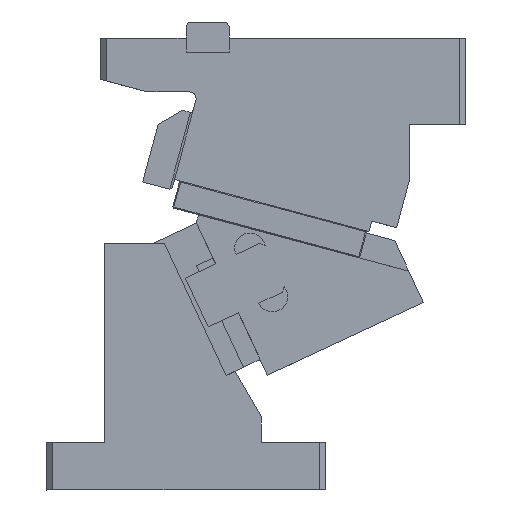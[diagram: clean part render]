
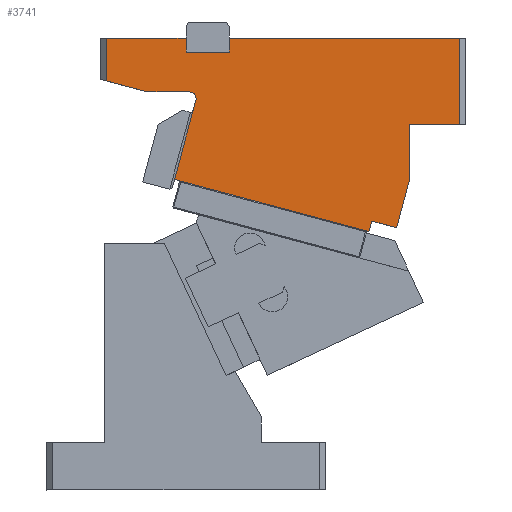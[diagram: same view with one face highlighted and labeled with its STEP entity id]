
A CAD part, front view. The second image highlights one B-rep face of the part: STEP entity #3741.
In plain terms, the highlighted planar face has unit normal (0, -1, 0).
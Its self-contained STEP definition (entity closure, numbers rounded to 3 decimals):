
#2997=CARTESIAN_POINT('Vertex',(85.,0.,210.)) ;
#3000=CARTESIAN_POINT('Line Origine',(138.5,0.,210.)) ;
#3004=CARTESIAN_POINT('Vertex',(192.,0.,210.)) ;
#3540=CARTESIAN_POINT('Vertex',(85.,0.,203.5)) ;
#3545=CARTESIAN_POINT('Line Origine',(85.,0.,206.75)) ;
#3562=CARTESIAN_POINT('Axis2P3D Location',(68.604,0.,177.691)) ;
#3567=CARTESIAN_POINT('Line Origine',(75.,0.,203.5)) ;
#3571=CARTESIAN_POINT('Vertex',(65.,0.,203.5)) ;
#3574=CARTESIAN_POINT('Line Origine',(65.,0.,206.75)) ;
#3578=CARTESIAN_POINT('Vertex',(65.,0.,210.)) ;
#3581=CARTESIAN_POINT('Line Origine',(46.5,0.,210.)) ;
#3585=CARTESIAN_POINT('Vertex',(28.,0.,210.)) ;
#3588=CARTESIAN_POINT('Line Origine',(28.,0.,200.062)) ;
#3592=CARTESIAN_POINT('Vertex',(28.,0.,190.123)) ;
#3595=CARTESIAN_POINT('Line Origine',(37.56,0.,187.562)) ;
#3599=CARTESIAN_POINT('Vertex',(47.121,0.,185.)) ;
#3602=CARTESIAN_POINT('Line Origine',(50.044,0.,185.)) ;
#3606=CARTESIAN_POINT('Vertex',(52.967,0.,185.)) ;
#3609=CARTESIAN_POINT('Line Origine',(59.81,0.,185.)) ;
#3613=CARTESIAN_POINT('Vertex',(66.653,0.,185.)) ;
#3617=CARTESIAN_POINT('Control Point',(69.551,0.,181.224)) ;
#3618=CARTESIAN_POINT('Control Point',(69.639,0.,181.551)) ;
#3619=CARTESIAN_POINT('Control Point',(69.68,0.,181.892)) ;
#3620=CARTESIAN_POINT('Control Point',(69.673,0.,182.236)) ;
#3621=CARTESIAN_POINT('Control Point',(69.562,0.,182.912)) ;
#3622=CARTESIAN_POINT('Control Point',(69.267,0.,183.531)) ;
#3623=CARTESIAN_POINT('Control Point',(69.076,0.,183.818)) ;
#3624=CARTESIAN_POINT('Control Point',(68.62,0.,184.329)) ;
#3625=CARTESIAN_POINT('Control Point',(68.039,0.,184.693)) ;
#3626=CARTESIAN_POINT('Control Point',(67.725,0.,184.833)) ;
#3627=CARTESIAN_POINT('Control Point',(67.316,0.,184.949)) ;
#3628=CARTESIAN_POINT('Control Point',(66.897,0.,184.992)) ;
#3629=CARTESIAN_POINT('Control Point',(66.816,0.,184.997)) ;
#3630=CARTESIAN_POINT('Control Point',(66.735,0.,185.)) ;
#3631=CARTESIAN_POINT('Control Point',(66.653,0.,185.)) ;
#3632=CARTESIAN_POINT('Vertex',(69.551,0.,181.224)) ;
#3635=CARTESIAN_POINT('Line Origine',(69.272,0.,180.181)) ;
#3639=CARTESIAN_POINT('Vertex',(68.993,0.,179.139)) ;
#3642=CARTESIAN_POINT('Line Origine',(68.799,0.,178.415)) ;
#3646=CARTESIAN_POINT('Vertex',(68.604,0.,177.691)) ;
#3649=CARTESIAN_POINT('Line Origine',(66.146,0.,168.514)) ;
#3653=CARTESIAN_POINT('Vertex',(63.687,0.,159.338)) ;
#3656=CARTESIAN_POINT('Line Origine',(61.681,0.,151.852)) ;
#3660=CARTESIAN_POINT('Vertex',(59.675,0.,144.366)) ;
#3663=CARTESIAN_POINT('Line Origine',(61.366,0.,143.913)) ;
#3667=CARTESIAN_POINT('Vertex',(63.056,0.,143.46)) ;
#3670=CARTESIAN_POINT('Line Origine',(106.523,0.,131.813)) ;
#3674=CARTESIAN_POINT('Vertex',(149.989,0.,120.167)) ;
#3677=CARTESIAN_POINT('Line Origine',(150.636,0.,122.581)) ;
#3681=CARTESIAN_POINT('Vertex',(151.283,0.,124.996)) ;
#3684=CARTESIAN_POINT('Line Origine',(157.079,0.,123.443)) ;
#3688=CARTESIAN_POINT('Vertex',(162.874,0.,121.89)) ;
#3691=CARTESIAN_POINT('Line Origine',(165.937,0.,133.321)) ;
#3695=CARTESIAN_POINT('Vertex',(169.,0.,144.751)) ;
#3698=CARTESIAN_POINT('Line Origine',(169.,0.,157.376)) ;
#3702=CARTESIAN_POINT('Vertex',(169.,0.,170.)) ;
#3705=CARTESIAN_POINT('Line Origine',(180.5,0.,170.)) ;
#3709=CARTESIAN_POINT('Vertex',(192.,0.,170.)) ;
#3712=CARTESIAN_POINT('Line Origine',(192.,0.,190.)) ;
#3001=DIRECTION('Vector Direction',(1.,0.,0.)) ;
#3546=DIRECTION('Vector Direction',(0.,0.,1.)) ;
#3563=DIRECTION('Axis2P3D Direction',(0.,-1.,0.)) ;
#3564=DIRECTION('Axis2P3D XDirection',(-0.259,0.,-0.966)) ;
#3568=DIRECTION('Vector Direction',(1.,0.,0.)) ;
#3575=DIRECTION('Vector Direction',(0.,0.,-1.)) ;
#3582=DIRECTION('Vector Direction',(1.,0.,0.)) ;
#3589=DIRECTION('Vector Direction',(0.,0.,1.)) ;
#3596=DIRECTION('Vector Direction',(0.966,0.,-0.259)) ;
#3603=DIRECTION('Vector Direction',(-1.,0.,0.)) ;
#3610=DIRECTION('Vector Direction',(-1.,0.,0.)) ;
#3636=DIRECTION('Vector Direction',(-0.259,0.,-0.966)) ;
#3643=DIRECTION('Vector Direction',(-0.259,0.,-0.966)) ;
#3650=DIRECTION('Vector Direction',(-0.259,0.,-0.966)) ;
#3657=DIRECTION('Vector Direction',(-0.259,0.,-0.966)) ;
#3664=DIRECTION('Vector Direction',(0.966,0.,-0.259)) ;
#3671=DIRECTION('Vector Direction',(-0.966,0.,0.259)) ;
#3678=DIRECTION('Vector Direction',(-0.259,0.,-0.966)) ;
#3685=DIRECTION('Vector Direction',(-0.966,0.,0.259)) ;
#3692=DIRECTION('Vector Direction',(-0.259,0.,-0.966)) ;
#3699=DIRECTION('Vector Direction',(0.,0.,-1.)) ;
#3706=DIRECTION('Vector Direction',(1.,0.,0.)) ;
#3713=DIRECTION('Vector Direction',(0.,0.,-1.)) ;
#3565=AXIS2_PLACEMENT_3D('Plane Axis2P3D',#3562,#3563,#3564) ;
#3718=ORIENTED_EDGE('',*,*,#3006,.F.) ;
#3719=ORIENTED_EDGE('',*,*,#3549,.F.) ;
#3720=ORIENTED_EDGE('',*,*,#3573,.F.) ;
#3721=ORIENTED_EDGE('',*,*,#3580,.F.) ;
#3722=ORIENTED_EDGE('',*,*,#3587,.F.) ;
#3723=ORIENTED_EDGE('',*,*,#3594,.F.) ;
#3724=ORIENTED_EDGE('',*,*,#3601,.T.) ;
#3725=ORIENTED_EDGE('',*,*,#3608,.F.) ;
#3726=ORIENTED_EDGE('',*,*,#3615,.F.) ;
#3727=ORIENTED_EDGE('',*,*,#3634,.T.) ;
#3728=ORIENTED_EDGE('',*,*,#3641,.F.) ;
#3729=ORIENTED_EDGE('',*,*,#3648,.F.) ;
#3730=ORIENTED_EDGE('',*,*,#3655,.F.) ;
#3731=ORIENTED_EDGE('',*,*,#3662,.F.) ;
#3732=ORIENTED_EDGE('',*,*,#3669,.T.) ;
#3733=ORIENTED_EDGE('',*,*,#3676,.F.) ;
#3734=ORIENTED_EDGE('',*,*,#3683,.F.) ;
#3735=ORIENTED_EDGE('',*,*,#3690,.F.) ;
#3736=ORIENTED_EDGE('',*,*,#3697,.F.) ;
#3737=ORIENTED_EDGE('',*,*,#3704,.F.) ;
#3738=ORIENTED_EDGE('',*,*,#3711,.T.) ;
#3739=ORIENTED_EDGE('',*,*,#3716,.T.) ;
#3002=VECTOR('Line Direction',#3001,1.) ;
#3547=VECTOR('Line Direction',#3546,1.) ;
#3569=VECTOR('Line Direction',#3568,1.) ;
#3576=VECTOR('Line Direction',#3575,1.) ;
#3583=VECTOR('Line Direction',#3582,1.) ;
#3590=VECTOR('Line Direction',#3589,1.) ;
#3597=VECTOR('Line Direction',#3596,1.) ;
#3604=VECTOR('Line Direction',#3603,1.) ;
#3611=VECTOR('Line Direction',#3610,1.) ;
#3637=VECTOR('Line Direction',#3636,1.) ;
#3644=VECTOR('Line Direction',#3643,1.) ;
#3651=VECTOR('Line Direction',#3650,1.) ;
#3658=VECTOR('Line Direction',#3657,1.) ;
#3665=VECTOR('Line Direction',#3664,1.) ;
#3672=VECTOR('Line Direction',#3671,1.) ;
#3679=VECTOR('Line Direction',#3678,1.) ;
#3686=VECTOR('Line Direction',#3685,1.) ;
#3693=VECTOR('Line Direction',#3692,1.) ;
#3700=VECTOR('Line Direction',#3699,1.) ;
#3707=VECTOR('Line Direction',#3706,1.) ;
#3714=VECTOR('Line Direction',#3713,1.) ;
#3741=ADVANCED_FACE('CAM HOLDER',(#3740),#3566,.T.) ;
#3616=B_SPLINE_CURVE_WITH_KNOTS('',5,(#3617,#3618,#3619,#3620,#3621,#3622,#3623,#3624,#3625,#3626,#3627,#3628,#3629,#3630,#3631),.UNSPECIFIED.,.F.,.U.,(6,3,3,3,6),(0.,2.4,4.8,7.2,7.775),.UNSPECIFIED.) ;
#3006=EDGE_CURVE('',#2998,#3005,#3003,.T.) ;
#3549=EDGE_CURVE('',#3541,#2998,#3548,.T.) ;
#3573=EDGE_CURVE('',#3572,#3541,#3570,.T.) ;
#3580=EDGE_CURVE('',#3579,#3572,#3577,.T.) ;
#3587=EDGE_CURVE('',#3586,#3579,#3584,.T.) ;
#3594=EDGE_CURVE('',#3593,#3586,#3591,.T.) ;
#3601=EDGE_CURVE('',#3593,#3600,#3598,.T.) ;
#3608=EDGE_CURVE('',#3607,#3600,#3605,.T.) ;
#3615=EDGE_CURVE('',#3614,#3607,#3612,.T.) ;
#3634=EDGE_CURVE('',#3614,#3633,#3616,.F.) ;
#3641=EDGE_CURVE('',#3640,#3633,#3638,.F.) ;
#3648=EDGE_CURVE('',#3647,#3640,#3645,.F.) ;
#3655=EDGE_CURVE('',#3654,#3647,#3652,.F.) ;
#3662=EDGE_CURVE('',#3661,#3654,#3659,.F.) ;
#3669=EDGE_CURVE('',#3661,#3668,#3666,.T.) ;
#3676=EDGE_CURVE('',#3675,#3668,#3673,.T.) ;
#3683=EDGE_CURVE('',#3682,#3675,#3680,.T.) ;
#3690=EDGE_CURVE('',#3689,#3682,#3687,.T.) ;
#3697=EDGE_CURVE('',#3696,#3689,#3694,.T.) ;
#3704=EDGE_CURVE('',#3703,#3696,#3701,.T.) ;
#3711=EDGE_CURVE('',#3703,#3710,#3708,.T.) ;
#3716=EDGE_CURVE('',#3710,#3005,#3715,.F.) ;
#3717=EDGE_LOOP('',(#3718,#3719,#3720,#3721,#3722,#3723,#3724,#3725,#3726,#3727,#3728,#3729,#3730,#3731,#3732,#3733,#3734,#3735,#3736,#3737,#3738,#3739)) ;
#3740=FACE_OUTER_BOUND('',#3717,.T.) ;
#3003=LINE('Line',#3000,#3002) ;
#3548=LINE('Line',#3545,#3547) ;
#3570=LINE('Line',#3567,#3569) ;
#3577=LINE('Line',#3574,#3576) ;
#3584=LINE('Line',#3581,#3583) ;
#3591=LINE('Line',#3588,#3590) ;
#3598=LINE('Line',#3595,#3597) ;
#3605=LINE('Line',#3602,#3604) ;
#3612=LINE('Line',#3609,#3611) ;
#3638=LINE('Line',#3635,#3637) ;
#3645=LINE('Line',#3642,#3644) ;
#3652=LINE('Line',#3649,#3651) ;
#3659=LINE('Line',#3656,#3658) ;
#3666=LINE('Line',#3663,#3665) ;
#3673=LINE('Line',#3670,#3672) ;
#3680=LINE('Line',#3677,#3679) ;
#3687=LINE('Line',#3684,#3686) ;
#3694=LINE('Line',#3691,#3693) ;
#3701=LINE('Line',#3698,#3700) ;
#3708=LINE('Line',#3705,#3707) ;
#3715=LINE('Line',#3712,#3714) ;
#3566=PLANE('Plane',#3565) ;
#2998=VERTEX_POINT('',#2997) ;
#3005=VERTEX_POINT('',#3004) ;
#3541=VERTEX_POINT('',#3540) ;
#3572=VERTEX_POINT('',#3571) ;
#3579=VERTEX_POINT('',#3578) ;
#3586=VERTEX_POINT('',#3585) ;
#3593=VERTEX_POINT('',#3592) ;
#3600=VERTEX_POINT('',#3599) ;
#3607=VERTEX_POINT('',#3606) ;
#3614=VERTEX_POINT('',#3613) ;
#3633=VERTEX_POINT('',#3632) ;
#3640=VERTEX_POINT('',#3639) ;
#3647=VERTEX_POINT('',#3646) ;
#3654=VERTEX_POINT('',#3653) ;
#3661=VERTEX_POINT('',#3660) ;
#3668=VERTEX_POINT('',#3667) ;
#3675=VERTEX_POINT('',#3674) ;
#3682=VERTEX_POINT('',#3681) ;
#3689=VERTEX_POINT('',#3688) ;
#3696=VERTEX_POINT('',#3695) ;
#3703=VERTEX_POINT('',#3702) ;
#3710=VERTEX_POINT('',#3709) ;
